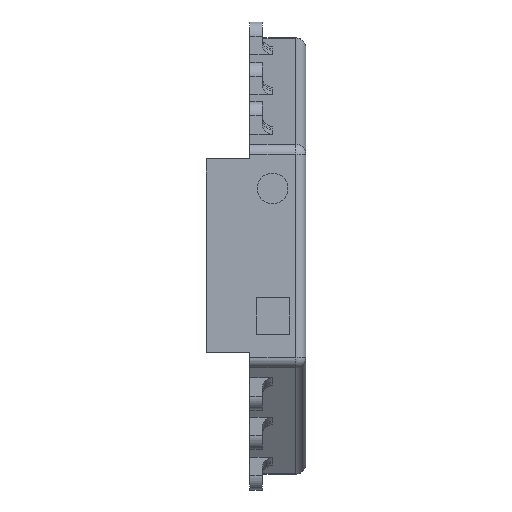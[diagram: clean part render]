
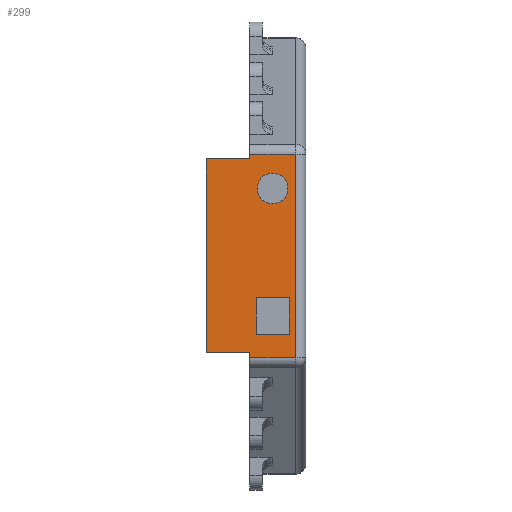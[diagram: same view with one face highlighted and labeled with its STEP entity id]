
A CAD part, front view. The second image highlights one B-rep face of the part: STEP entity #299.
In plain terms, the highlighted planar face has unit normal (0, -1, 0).
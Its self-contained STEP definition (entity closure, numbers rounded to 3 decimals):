
#299=ADVANCED_FACE('',(#2005,#2007,#2009),#2011,.T.);
#2005=FACE_BOUND('',#2006,.T.);
#2006=EDGE_LOOP('',(#4236,#4237,#4238,#4239,#4240,#4241,#4242,#4243));
#2007=FACE_BOUND('',#2008,.T.);
#2008=EDGE_LOOP('',(#4244,#4245,#4246,#4247));
#2009=FACE_BOUND('',#2010,.T.);
#2010=EDGE_LOOP('',(#4248));
#2011=PLANE('',#2012);
#2012=AXIS2_PLACEMENT_3D('',#2013,#2014,#2015);
#2013=CARTESIAN_POINT('',(124.045,-66.534,-855.084));
#2014=DIRECTION('',(-0.,-1.,-0.));
#2015=DIRECTION('',(-1.,0.,0.));
#4236=ORIENTED_EDGE('',*,*,#4885,.T.);
#4237=ORIENTED_EDGE('',*,*,#4977,.F.);
#4238=ORIENTED_EDGE('',*,*,#4968,.F.);
#4239=ORIENTED_EDGE('',*,*,#4987,.F.);
#4240=ORIENTED_EDGE('',*,*,#4988,.F.);
#4241=ORIENTED_EDGE('',*,*,#4989,.T.);
#4242=ORIENTED_EDGE('',*,*,#4928,.F.);
#4243=ORIENTED_EDGE('',*,*,#4891,.T.);
#4244=ORIENTED_EDGE('',*,*,#4980,.T.);
#4245=ORIENTED_EDGE('',*,*,#4986,.T.);
#4246=ORIENTED_EDGE('',*,*,#4984,.T.);
#4247=ORIENTED_EDGE('',*,*,#4982,.T.);
#4248=ORIENTED_EDGE('',*,*,#4978,.T.);
#4885=EDGE_CURVE('',#5303,#5301,#5304,.T.);
#4891=EDGE_CURVE('',#5313,#5303,#5314,.T.);
#4928=EDGE_CURVE('',#5313,#5382,#5383,.T.);
#4968=EDGE_CURVE('',#5460,#5371,#5462,.T.);
#4977=EDGE_CURVE('',#5371,#5301,#5479,.T.);
#4978=EDGE_CURVE('',#5480,#5480,#5481,.F.);
#4980=EDGE_CURVE('',#5484,#5482,#5485,.F.);
#4982=EDGE_CURVE('',#5487,#5484,#5488,.F.);
#4984=EDGE_CURVE('',#5490,#5487,#5491,.F.);
#4986=EDGE_CURVE('',#5482,#5490,#5493,.F.);
#4987=EDGE_CURVE('',#5494,#5460,#5495,.T.);
#4988=EDGE_CURVE('',#5496,#5494,#5497,.T.);
#4989=EDGE_CURVE('',#5496,#5382,#5498,.T.);
#5301=VERTEX_POINT('',#6092);
#5303=VERTEX_POINT('',#6096);
#5304=LINE('',#6097,#6098);
#5313=VERTEX_POINT('',#6121);
#5314=LINE('',#6122,#6123);
#5371=VERTEX_POINT('',#6265);
#5382=VERTEX_POINT('',#6290);
#5383=LINE('',#6291,#6292);
#5460=VERTEX_POINT('',#6457);
#5462=LINE('',#6462,#6463);
#5479=LINE('',#6505,#6506);
#5480=VERTEX_POINT('',#6508);
#5481=CIRCLE('',#6509,6.);
#5482=VERTEX_POINT('',#6513);
#5484=VERTEX_POINT('',#6517);
#5485=LINE('',#6518,#6519);
#5487=VERTEX_POINT('',#6524);
#5488=LINE('',#6525,#6526);
#5490=VERTEX_POINT('',#6531);
#5491=LINE('',#6532,#6533);
#5493=LINE('',#6538,#6539);
#5494=VERTEX_POINT('',#6541);
#5495=LINE('',#6542,#6543);
#5496=VERTEX_POINT('',#6545);
#5497=LINE('',#6546,#6547);
#5498=LINE('',#6549,#6550);
#6092=CARTESIAN_POINT('',(87.045,-66.534,-935.812));
#6096=CARTESIAN_POINT('',(87.045,-66.534,-860.017));
#6097=CARTESIAN_POINT('',(87.045,-66.534,-860.017));
#6098=VECTOR('',#6099,1.);
#6099=DIRECTION('',(0.,0.,-1.));
#6121=CARTESIAN_POINT('',(104.045,-66.534,-860.017));
#6122=CARTESIAN_POINT('',(104.045,-66.534,-860.017));
#6123=VECTOR('',#6124,1.);
#6124=DIRECTION('',(-1.,0.,0.));
#6265=CARTESIAN_POINT('',(104.045,-66.534,-935.812));
#6290=CARTESIAN_POINT('',(104.045,-66.534,-858.12));
#6291=CARTESIAN_POINT('',(104.045,-66.534,-860.017));
#6292=VECTOR('',#6293,1.);
#6293=DIRECTION('',(0.,0.,1.));
#6457=CARTESIAN_POINT('',(104.045,-66.534,-937.88));
#6462=CARTESIAN_POINT('',(104.045,-66.534,-937.88));
#6463=VECTOR('',#6464,1.);
#6464=DIRECTION('',(0.,0.,1.));
#6505=CARTESIAN_POINT('',(104.045,-66.534,-935.812));
#6506=VECTOR('',#6507,1.);
#6507=DIRECTION('',(-1.,0.,0.));
#6508=CARTESIAN_POINT('',(113.045,-66.534,-865.55));
#6509=AXIS2_PLACEMENT_3D('',#6510,#6511,#6512);
#6510=CARTESIAN_POINT('',(113.045,-66.534,-871.55));
#6511=DIRECTION('',(-0.,-1.,-0.));
#6512=DIRECTION('',(0.,-0.,1.));
#6513=CARTESIAN_POINT('',(106.558,-66.534,-914.276));
#6517=CARTESIAN_POINT('',(106.558,-66.534,-928.698));
#6518=CARTESIAN_POINT('',(106.558,-66.534,-914.276));
#6519=VECTOR('',#6520,1.);
#6520=DIRECTION('',(0.,0.,-1.));
#6524=CARTESIAN_POINT('',(119.531,-66.534,-928.698));
#6525=CARTESIAN_POINT('',(106.558,-66.534,-928.698));
#6526=VECTOR('',#6527,1.);
#6527=DIRECTION('',(1.,0.,0.));
#6531=CARTESIAN_POINT('',(119.531,-66.534,-914.276));
#6532=CARTESIAN_POINT('',(119.531,-66.534,-928.698));
#6533=VECTOR('',#6534,1.);
#6534=DIRECTION('',(0.,0.,1.));
#6538=CARTESIAN_POINT('',(119.531,-66.534,-914.276));
#6539=VECTOR('',#6540,1.);
#6540=DIRECTION('',(-1.,0.,0.));
#6541=CARTESIAN_POINT('',(122.045,-66.534,-937.88));
#6542=CARTESIAN_POINT('',(122.045,-66.534,-937.88));
#6543=VECTOR('',#6544,1.);
#6544=DIRECTION('',(-1.,0.,0.));
#6545=CARTESIAN_POINT('',(122.045,-66.534,-858.12));
#6546=CARTESIAN_POINT('',(122.045,-66.534,-858.12));
#6547=VECTOR('',#6548,1.);
#6548=DIRECTION('',(0.,0.,-1.));
#6549=CARTESIAN_POINT('',(122.045,-66.534,-858.12));
#6550=VECTOR('',#6551,1.);
#6551=DIRECTION('',(-1.,0.,0.));
